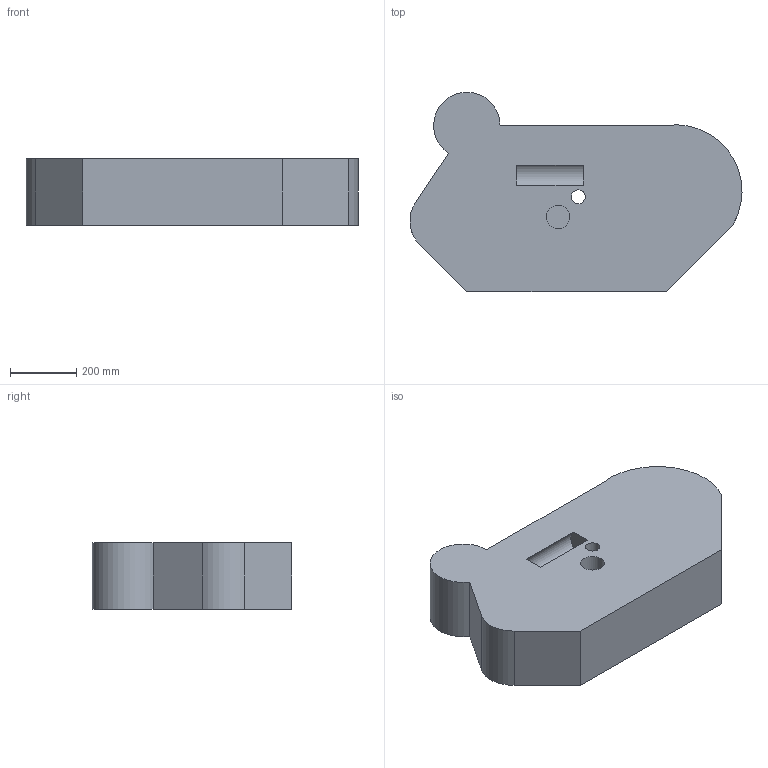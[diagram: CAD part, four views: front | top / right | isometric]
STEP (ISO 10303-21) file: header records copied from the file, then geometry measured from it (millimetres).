
FILE_DESCRIPTION(('Open CASCADE Model'),'2;1');
FILE_NAME('Open CASCADE Shape Model','2025-08-14T11:28:18',('Author'),( 'Open CASCADE'),'Open CASCADE STEP processor 7.7','Open CASCADE 7.7' ,'Unknown');
FILE_SCHEMA(('AUTOMOTIVE_DESIGN { 1 0 10303 214 1 1 1 1 }'));
Length unit declared in the file: millimetre
Products named in the file (1): Open CASCADE STEP translator 7.7 1
Bounding box: 998.66 x 599.63 x 200 mm (x, y, z)
Volume: 87974503.8 mm3; surface area: 1533039.7 mm2
Topology: 1 solids, 1 shells, 16 faces, 36 edges, 24 vertices
Faces by surface type: plane 10, cylinder 6
Full cylindrical faces by diameter (mm): 42.426 x1, 70.711 x1
Entity records: 941 total; most frequent: CARTESIAN_POINT 205, DIRECTION 133, ORIENTED_EDGE 72, PCURVE 72, DEFINITIONAL_REPRESENTATION 72, LINE 70, VECTOR 70, EDGE_CURVE 36
